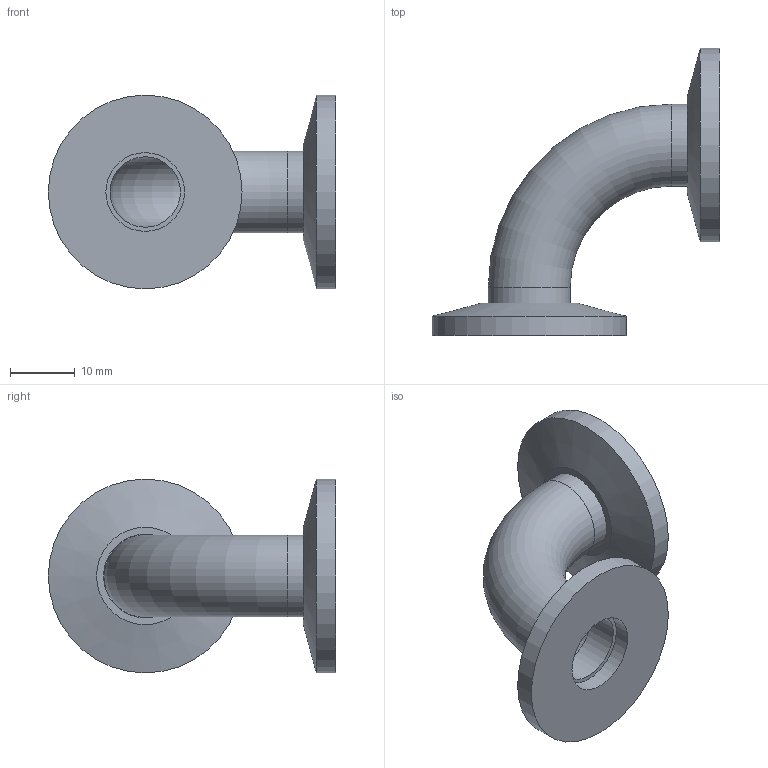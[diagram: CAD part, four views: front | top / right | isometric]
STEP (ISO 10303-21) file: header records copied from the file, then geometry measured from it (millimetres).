
FILE_DESCRIPTION(/* description */ (''),/* implementation_level */ '2;1');
FILE_NAME(/* name */ 'FL-E10KF-29.stp',/* time_stamp */ '2018-12-03T15:23:29+00:00',/* author */ ('paul'),/* organization */ (''),/* preprocessor_version */ 'ST-DEVELOPER v17.2',/* originating_system */ 'Autodesk Inventor 2019',/* authorisation */ '');
FILE_SCHEMA (('AUTOMOTIVE_DESIGN { 1 0 10303 214 3 1 1 }'));
Length unit declared in the file: millimetre
Products named in the file (3): FL-E10KF-29; tube; FL-10KF-12W
Assembly tree (3 placements, depth 2):
  FL-E10KF-29
    tube
    FL-10KF-12W  x2
Bounding box: 44.5 x 44.5 x 30 mm (x, y, z)
Volume: 6143.6 mm3; surface area: 6727.2 mm2
Topology: 3 solids, 3 shells, 22 faces, 54 edges, 40 vertices
Faces by surface type: cylinder 10, plane 8, torus 2, cone 2
Full cylindrical faces by diameter (mm): 10.9 x2, 12.2 x2, 12.7 x2, 12.9 x2, 30 x2
Entity records: 587 total; most frequent: DIRECTION 106, CARTESIAN_POINT 83, ORIENTED_EDGE 72, AXIS2_PLACEMENT_3D 49, EDGE_CURVE 36, CIRCLE 28, VERTEX_POINT 26, EDGE_LOOP 20
